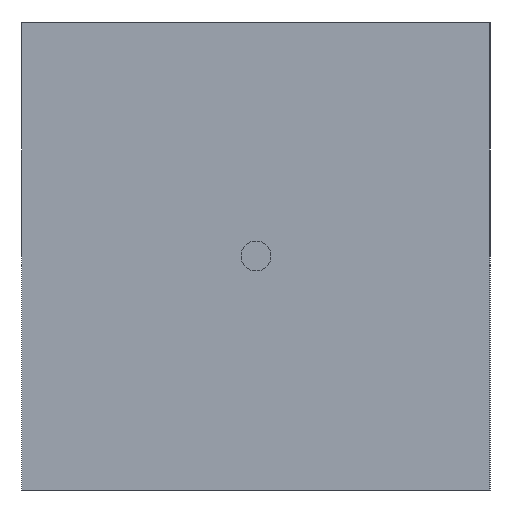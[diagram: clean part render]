
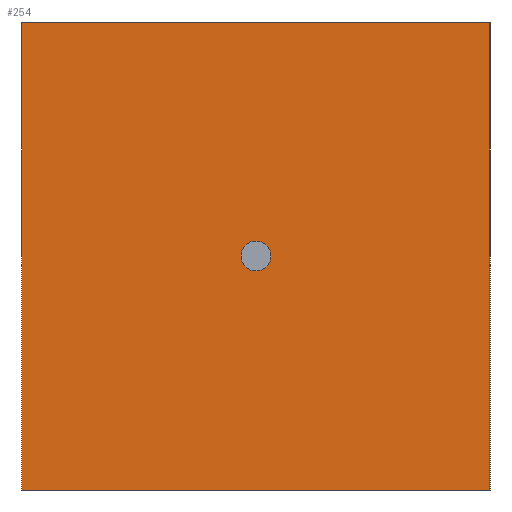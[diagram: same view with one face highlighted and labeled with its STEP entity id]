
A CAD part, left-side view. The second image highlights one B-rep face of the part: STEP entity #254.
In plain terms, the highlighted planar face has unit normal (-1, 0, 0).
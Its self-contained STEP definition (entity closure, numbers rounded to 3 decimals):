
#4 = LINE ( 'NONE', #316, #120 ) ;
#13 = EDGE_LOOP ( 'NONE', ( #211, #208, #332, #333 ) ) ;
#15 = VERTEX_POINT ( 'NONE', #180 ) ;
#23 = EDGE_LOOP ( 'NONE', ( #203, #209 ) ) ;
#29 = FACE_OUTER_BOUND ( 'NONE', #13, .T. ) ;
#31 = FACE_BOUND ( 'NONE', #23, .T. ) ;
#34 = DIRECTION ( 'NONE',  ( 0., 0., -1. ) ) ;
#35 = DIRECTION ( 'NONE',  ( 1., 0., 0. ) ) ;
#36 = CARTESIAN_POINT ( 'NONE',  ( -31.75, -7.935, 7.935 ) ) ;
#38 = PLANE ( 'NONE',  #284 ) ;
#47 = EDGE_CURVE ( 'NONE', #113, #15, #221, .T. ) ;
#57 = EDGE_CURVE ( 'NONE', #115, #109, #4, .T. ) ;
#58 = EDGE_CURVE ( 'NONE', #109, #118, #128, .T. ) ;
#59 = EDGE_CURVE ( 'NONE', #15, #113, #125, .T. ) ;
#62 = EDGE_CURVE ( 'NONE', #106, #118, #122, .T. ) ;
#68 = DIRECTION ( 'NONE',  ( 0., 0., -1. ) ) ;
#90 = AXIS2_PLACEMENT_3D ( 'NONE', #188, #187, #183 ) ;
#92 = AXIS2_PLACEMENT_3D ( 'NONE', #170, #169, #168 ) ;
#106 = VERTEX_POINT ( 'NONE', #305 ) ;
#109 = VERTEX_POINT ( 'NONE', #164 ) ;
#113 = VERTEX_POINT ( 'NONE', #294 ) ;
#115 = VERTEX_POINT ( 'NONE', #300 ) ;
#118 = VERTEX_POINT ( 'NONE', #297 ) ;
#120 = VECTOR ( 'NONE', #310, 1000. ) ;
#121 = VECTOR ( 'NONE', #171, 1000. ) ;
#122 = LINE ( 'NONE', #167, #121 ) ;
#125 = CIRCLE ( 'NONE', #92, 0.508 ) ;
#127 = VECTOR ( 'NONE', #165, 1000. ) ;
#128 = LINE ( 'NONE', #309, #127 ) ;
#164 = CARTESIAN_POINT ( 'NONE',  ( -31.75, -7.935, 7.935 ) ) ;
#165 = DIRECTION ( 'NONE',  ( 0., 0., -1. ) ) ;
#167 = CARTESIAN_POINT ( 'NONE',  ( -31.75, -7.935, -7.935 ) ) ;
#168 = DIRECTION ( 'NONE',  ( 0., 0., -1. ) ) ;
#169 = DIRECTION ( 'NONE',  ( 1., 0., 0. ) ) ;
#170 = CARTESIAN_POINT ( 'NONE',  ( -31.75, 0., 0. ) ) ;
#171 = DIRECTION ( 'NONE',  ( 0., -1., 0. ) ) ;
#180 = CARTESIAN_POINT ( 'NONE',  ( -31.75, 0., 0.508 ) ) ;
#183 = DIRECTION ( 'NONE',  ( 0., 0., -1. ) ) ;
#187 = DIRECTION ( 'NONE',  ( 1., 0., 0. ) ) ;
#188 = CARTESIAN_POINT ( 'NONE',  ( -31.75, 0., 0. ) ) ;
#203 = ORIENTED_EDGE ( 'NONE', *, *, #47, .T. ) ;
#208 = ORIENTED_EDGE ( 'NONE', *, *, #58, .F. ) ;
#209 = ORIENTED_EDGE ( 'NONE', *, *, #59, .T. ) ;
#211 = ORIENTED_EDGE ( 'NONE', *, *, #62, .T. ) ;
#215 = CARTESIAN_POINT ( 'NONE',  ( -31.75, 7.935, 7.935 ) ) ;
#221 = CIRCLE ( 'NONE', #90, 0.508 ) ;
#254 = ADVANCED_FACE ( 'NONE', ( #31, #29 ), #38, .F. ) ;
#256 = VECTOR ( 'NONE', #68, 1000. ) ;
#258 = LINE ( 'NONE', #215, #256 ) ;
#284 = AXIS2_PLACEMENT_3D ( 'NONE', #36, #35, #34 ) ;
#294 = CARTESIAN_POINT ( 'NONE',  ( -31.75, 0., -0.508 ) ) ;
#297 = CARTESIAN_POINT ( 'NONE',  ( -31.75, -7.935, -7.935 ) ) ;
#300 = CARTESIAN_POINT ( 'NONE',  ( -31.75, 7.935, 7.935 ) ) ;
#305 = CARTESIAN_POINT ( 'NONE',  ( -31.75, 7.935, -7.935 ) ) ;
#309 = CARTESIAN_POINT ( 'NONE',  ( -31.75, -7.935, 7.935 ) ) ;
#310 = DIRECTION ( 'NONE',  ( 0., -1., 0. ) ) ;
#316 = CARTESIAN_POINT ( 'NONE',  ( -31.75, -7.935, 7.935 ) ) ;
#324 = EDGE_CURVE ( 'NONE', #115, #106, #258, .T. ) ;
#332 = ORIENTED_EDGE ( 'NONE', *, *, #57, .F. ) ;
#333 = ORIENTED_EDGE ( 'NONE', *, *, #324, .T. ) ;
